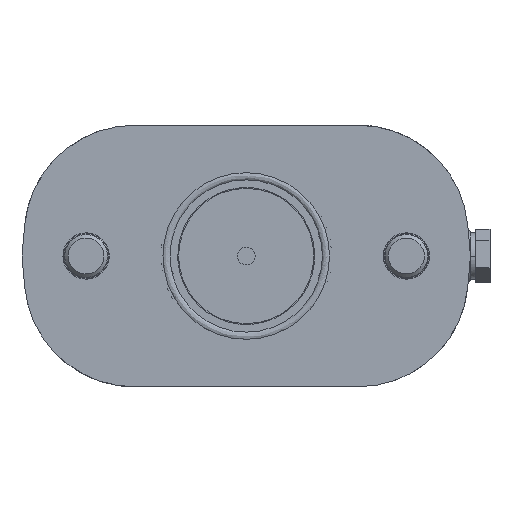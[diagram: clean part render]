
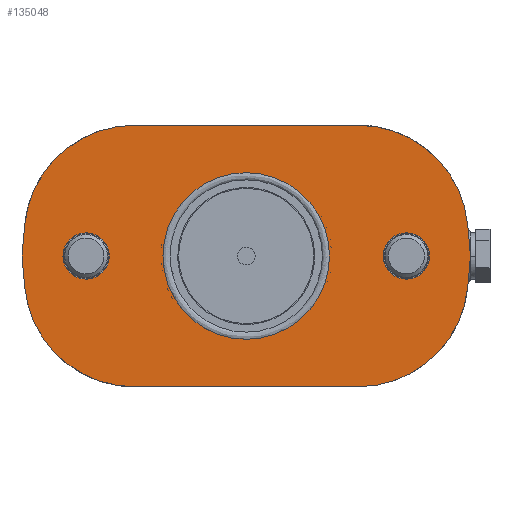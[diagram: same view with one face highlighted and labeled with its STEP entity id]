
A CAD part, front view. The second image highlights one B-rep face of the part: STEP entity #135048.
In plain terms, the highlighted planar face has unit normal (0, -1, 0).
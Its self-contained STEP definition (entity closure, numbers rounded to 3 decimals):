
#3256 = EDGE_CURVE ( 'NONE', #53382, #67117, #133693, .T. ) ;
#3702 = VERTEX_POINT ( 'NONE', #14507 ) ;
#4082 = AXIS2_PLACEMENT_3D ( 'NONE', #170778, #84224, #24515 ) ;
#5704 = ORIENTED_EDGE ( 'NONE', *, *, #33639, .T. ) ;
#6665 = VECTOR ( 'NONE', #159253, 1000. ) ;
#7742 = CARTESIAN_POINT ( 'NONE',  ( 31.379, -21.925, 36.75 ) ) ;
#8391 = EDGE_CURVE ( 'NONE', #176289, #60620, #154332, .T. ) ;
#10915 = EDGE_CURVE ( 'NONE', #67117, #61463, #168239, .T. ) ;
#11955 = CARTESIAN_POINT ( 'NONE',  ( -62.261, -21.925, -8.452 ) ) ;
#14507 = CARTESIAN_POINT ( 'NONE',  ( 62.261, -21.925, -8.452 ) ) ;
#15550 = CARTESIAN_POINT ( 'NONE',  ( -62.261, -21.925, 8.452 ) ) ;
#16736 = AXIS2_PLACEMENT_3D ( 'NONE', #61838, #159485, #75939 ) ;
#24515 = DIRECTION ( 'NONE',  ( 0., 0., 1. ) ) ;
#25015 = DIRECTION ( 'NONE',  ( 0.087, 0., 0.996 ) ) ;
#25183 = CARTESIAN_POINT ( 'NONE',  ( -62.261, -21.925, 8.452 ) ) ;
#25306 = EDGE_LOOP ( 'NONE', ( #5704 ) ) ;
#28528 = EDGE_CURVE ( 'NONE', #3702, #176289, #30360, .T. ) ;
#30360 = CIRCLE ( 'NONE', #73013, 31. ) ;
#31705 = VERTEX_POINT ( 'NONE', #101746 ) ;
#31897 = VERTEX_POINT ( 'NONE', #15550 ) ;
#33639 = EDGE_CURVE ( 'NONE', #54705, #54705, #70610, .T. ) ;
#41238 = CARTESIAN_POINT ( 'NONE',  ( -31.379, -21.925, -36.75 ) ) ;
#44663 = AXIS2_PLACEMENT_3D ( 'NONE', #80918, #178368, #94894 ) ;
#46533 = CIRCLE ( 'NONE', #44663, 23.4 ) ;
#46582 = ORIENTED_EDGE ( 'NONE', *, *, #8391, .F. ) ;
#46989 = ORIENTED_EDGE ( 'NONE', *, *, #94442, .F. ) ;
#48945 = VERTEX_POINT ( 'NONE', #99129 ) ;
#51864 = VERTEX_POINT ( 'NONE', #143665 ) ;
#52054 = ORIENTED_EDGE ( 'NONE', *, *, #28528, .F. ) ;
#52701 = CARTESIAN_POINT ( 'NONE',  ( 62.261, -21.925, 8.452 ) ) ;
#52753 = CARTESIAN_POINT ( 'NONE',  ( 31.379, -21.925, -36.75 ) ) ;
#53382 = VERTEX_POINT ( 'NONE', #144490 ) ;
#54705 = VERTEX_POINT ( 'NONE', #118182 ) ;
#55119 = DIRECTION ( 'NONE',  ( 0., 0., 1. ) ) ;
#55305 = DIRECTION ( 'NONE',  ( 0., 1., 0. ) ) ;
#55331 = CARTESIAN_POINT ( 'NONE',  ( 31.379, -21.925, 5.75 ) ) ;
#60620 = VERTEX_POINT ( 'NONE', #41238 ) ;
#61463 = VERTEX_POINT ( 'NONE', #154477 ) ;
#61838 = CARTESIAN_POINT ( 'NONE',  ( -45., -21.925, 0. ) ) ;
#67117 = VERTEX_POINT ( 'NONE', #7742 ) ;
#68943 = VECTOR ( 'NONE', #123928, 1000. ) ;
#70610 = CIRCLE ( 'NONE', #137087, 6.5 ) ;
#72832 = EDGE_LOOP ( 'NONE', ( #97771 ) ) ;
#73013 = AXIS2_PLACEMENT_3D ( 'NONE', #81688, #81914, #82123 ) ;
#74350 = LINE ( 'NONE', #52701, #68943 ) ;
#75075 = DIRECTION ( 'NONE',  ( -0.087, 0., 0.996 ) ) ;
#75850 = EDGE_CURVE ( 'NONE', #60620, #129742, #111376, .T. ) ;
#75939 = DIRECTION ( 'NONE',  ( 0., 0., 1. ) ) ;
#76043 = ORIENTED_EDGE ( 'NONE', *, *, #167073, .T. ) ;
#78652 = EDGE_CURVE ( 'NONE', #168482, #31897, #86256, .T. ) ;
#78847 = EDGE_CURVE ( 'NONE', #61463, #31705, #74350, .T. ) ;
#79760 = FACE_BOUND ( 'NONE', #72832, .T. ) ;
#80085 = VECTOR ( 'NONE', #25015, 1000. ) ;
#80270 = FACE_BOUND ( 'NONE', #148506, .T. ) ;
#80316 = CIRCLE ( 'NONE', #16736, 6.5 ) ;
#80703 = FACE_BOUND ( 'NONE', #25306, .T. ) ;
#80918 = CARTESIAN_POINT ( 'NONE',  ( 0., -21.925, 0. ) ) ;
#81688 = CARTESIAN_POINT ( 'NONE',  ( 31.379, -21.925, -5.75 ) ) ;
#81914 = DIRECTION ( 'NONE',  ( 0., 1., 0. ) ) ;
#82123 = DIRECTION ( 'NONE',  ( 0., 0., -1. ) ) ;
#82332 = FACE_OUTER_BOUND ( 'NONE', #99814, .T. ) ;
#84224 = DIRECTION ( 'NONE',  ( 0., 1., 0. ) ) ;
#86256 = LINE ( 'NONE', #25183, #80085 ) ;
#87147 = VECTOR ( 'NONE', #129060, 1000. ) ;
#94442 = EDGE_CURVE ( 'NONE', #31897, #53382, #149111, .T. ) ;
#94861 = ORIENTED_EDGE ( 'NONE', *, *, #78847, .F. ) ;
#94894 = DIRECTION ( 'NONE',  ( 0., 0., -1. ) ) ;
#97771 = ORIENTED_EDGE ( 'NONE', *, *, #142634, .F. ) ;
#99129 = CARTESIAN_POINT ( 'NONE',  ( 0., -21.925, -23.4 ) ) ;
#99814 = EDGE_LOOP ( 'NONE', ( #150745, #94861, #180084, #154056, #46989, #132188, #169329, #164215, #46582, #52054 ) ) ;
#101746 = CARTESIAN_POINT ( 'NONE',  ( 63., -21.925, 0. ) ) ;
#108352 = LINE ( 'NONE', #158635, #6665 ) ;
#111376 = CIRCLE ( 'NONE', #4082, 31. ) ;
#116037 = CARTESIAN_POINT ( 'NONE',  ( -31.379, -21.925, -36.75 ) ) ;
#116267 = DIRECTION ( 'NONE',  ( -1., 0., 0. ) ) ;
#117098 = EDGE_CURVE ( 'NONE', #129742, #168482, #138028, .T. ) ;
#118182 = CARTESIAN_POINT ( 'NONE',  ( 45., -21.925, 6.5 ) ) ;
#120047 = AXIS2_PLACEMENT_3D ( 'NONE', #147912, #148140, #148312 ) ;
#123928 = DIRECTION ( 'NONE',  ( 0.087, 0., -0.996 ) ) ;
#124188 = EDGE_CURVE ( 'NONE', #31705, #3702, #108352, .T. ) ;
#129060 = DIRECTION ( 'NONE',  ( 1., 0., 0. ) ) ;
#129742 = VERTEX_POINT ( 'NONE', #11955 ) ;
#132188 = ORIENTED_EDGE ( 'NONE', *, *, #78652, .F. ) ;
#132421 = CARTESIAN_POINT ( 'NONE',  ( -31.379, -21.925, 36.75 ) ) ;
#133693 = LINE ( 'NONE', #132421, #87147 ) ;
#135048 = ADVANCED_FACE ( 'NONE', ( #80270, #80703, #82332, #79760 ), #160842, .F. ) ;
#137087 = AXIS2_PLACEMENT_3D ( 'NONE', #171082, #171287, #171319 ) ;
#138028 = LINE ( 'NONE', #167181, #146848 ) ;
#142634 = EDGE_CURVE ( 'NONE', #48945, #48945, #46533, .T. ) ;
#143665 = CARTESIAN_POINT ( 'NONE',  ( -45., -21.925, 6.5 ) ) ;
#144490 = CARTESIAN_POINT ( 'NONE',  ( -31.379, -21.925, 36.75 ) ) ;
#146848 = VECTOR ( 'NONE', #75075, 1000. ) ;
#147912 = CARTESIAN_POINT ( 'NONE',  ( -31.379, -21.925, 5.75 ) ) ;
#148140 = DIRECTION ( 'NONE',  ( 0., 1., 0. ) ) ;
#148312 = DIRECTION ( 'NONE',  ( 0., 0., -1. ) ) ;
#148506 = EDGE_LOOP ( 'NONE', ( #76043 ) ) ;
#149111 = CIRCLE ( 'NONE', #120047, 31. ) ;
#149809 = CARTESIAN_POINT ( 'NONE',  ( -63., -21.925, 0. ) ) ;
#150745 = ORIENTED_EDGE ( 'NONE', *, *, #124188, .F. ) ;
#151224 = VECTOR ( 'NONE', #116267, 1000. ) ;
#154056 = ORIENTED_EDGE ( 'NONE', *, *, #3256, .F. ) ;
#154332 = LINE ( 'NONE', #116037, #151224 ) ;
#154477 = CARTESIAN_POINT ( 'NONE',  ( 62.261, -21.925, 8.452 ) ) ;
#154754 = AXIS2_PLACEMENT_3D ( 'NONE', #165429, #165773, #165805 ) ;
#158635 = CARTESIAN_POINT ( 'NONE',  ( 62.261, -21.925, -8.452 ) ) ;
#159253 = DIRECTION ( 'NONE',  ( -0.087, 0., -0.996 ) ) ;
#159485 = DIRECTION ( 'NONE',  ( 0., 1., 0. ) ) ;
#160842 = PLANE ( 'NONE',  #178321 ) ;
#164215 = ORIENTED_EDGE ( 'NONE', *, *, #75850, .F. ) ;
#165429 = CARTESIAN_POINT ( 'NONE',  ( 31.379, -21.925, 5.75 ) ) ;
#165773 = DIRECTION ( 'NONE',  ( 0., 1., 0. ) ) ;
#165805 = DIRECTION ( 'NONE',  ( 0., 0., 1. ) ) ;
#167073 = EDGE_CURVE ( 'NONE', #51864, #51864, #80316, .T. ) ;
#167181 = CARTESIAN_POINT ( 'NONE',  ( -62.261, -21.925, -8.452 ) ) ;
#168239 = CIRCLE ( 'NONE', #154754, 31. ) ;
#168482 = VERTEX_POINT ( 'NONE', #149809 ) ;
#169329 = ORIENTED_EDGE ( 'NONE', *, *, #117098, .F. ) ;
#170778 = CARTESIAN_POINT ( 'NONE',  ( -31.379, -21.925, -5.75 ) ) ;
#171082 = CARTESIAN_POINT ( 'NONE',  ( 45., -21.925, 0. ) ) ;
#171287 = DIRECTION ( 'NONE',  ( 0., 1., 0. ) ) ;
#171319 = DIRECTION ( 'NONE',  ( 0., 0., 1. ) ) ;
#176289 = VERTEX_POINT ( 'NONE', #52753 ) ;
#178321 = AXIS2_PLACEMENT_3D ( 'NONE', #55331, #55305, #55119 ) ;
#178368 = DIRECTION ( 'NONE',  ( 0., -1., 0. ) ) ;
#180084 = ORIENTED_EDGE ( 'NONE', *, *, #10915, .F. ) ;
